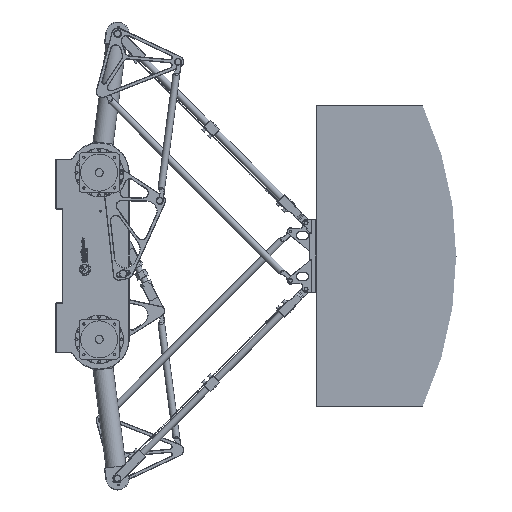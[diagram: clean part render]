
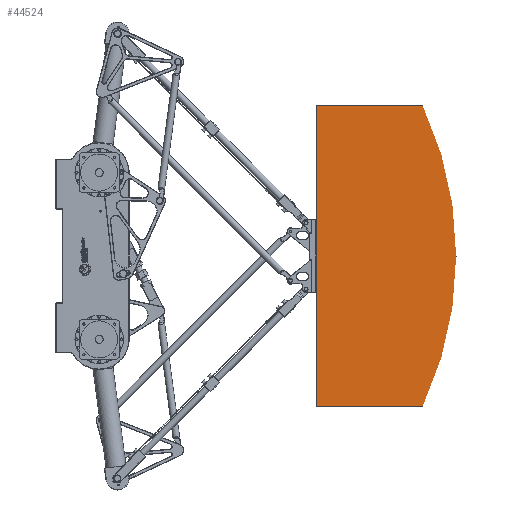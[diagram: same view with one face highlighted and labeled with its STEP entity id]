
A CAD part, left-side view. The second image highlights one B-rep face of the part: STEP entity #44524.
In plain terms, the highlighted face is planar.
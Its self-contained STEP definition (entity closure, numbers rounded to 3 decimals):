
#2446=PLANE('',#47736);
#3949=FACE_OUTER_BOUND('',#6760,.T.);
#6760=EDGE_LOOP('',(#30902,#30903,#30904,#30905));
#10005=LINE('',#66679,#14198);
#10006=LINE('',#66681,#14199);
#10007=LINE('',#66682,#14200);
#14198=VECTOR('',#52659,10.);
#14199=VECTOR('',#52660,10.);
#14200=VECTOR('',#52661,10.);
#18389=CIRCLE('',#47734,1062.5);
#20460=VERTEX_POINT('',#66669);
#20461=VERTEX_POINT('',#66670);
#20464=VERTEX_POINT('',#66678);
#20465=VERTEX_POINT('',#66680);
#24456=EDGE_CURVE('',#20460,#20461,#18389,.T.);
#24460=EDGE_CURVE('',#20464,#20461,#10005,.T.);
#24461=EDGE_CURVE('',#20465,#20464,#10006,.T.);
#24462=EDGE_CURVE('',#20460,#20465,#10007,.T.);
#30902=ORIENTED_EDGE('',*,*,#24460,.F.);
#30903=ORIENTED_EDGE('',*,*,#24461,.F.);
#30904=ORIENTED_EDGE('',*,*,#24462,.F.);
#30905=ORIENTED_EDGE('',*,*,#24456,.T.);
#44524=ADVANCED_FACE('',(#3949),#2446,.F.);
#47734=AXIS2_PLACEMENT_3D('',#66671,#52651,#52652);
#47736=AXIS2_PLACEMENT_3D('',#66677,#52657,#52658);
#52651=DIRECTION('center_axis',(0.,0.,-1.));
#52652=DIRECTION('ref_axis',(-0.424,-0.906,0.));
#52657=DIRECTION('center_axis',(0.,0.,1.));
#52658=DIRECTION('ref_axis',(1.,0.,0.));
#52659=DIRECTION('',(0.,-1.,0.));
#52660=DIRECTION('',(-1.,0.,0.));
#52661=DIRECTION('',(0.,1.,0.));
#66669=CARTESIAN_POINT('',(450.,-320.,-0.001));
#66670=CARTESIAN_POINT('',(-450.,-320.,-0.001));
#66671=CARTESIAN_POINT('Origin',(0.,642.5,
-0.001));
#66677=CARTESIAN_POINT('Origin',(0.,-160.,-0.001));
#66678=CARTESIAN_POINT('',(-450.,0.,-0.001));
#66679=CARTESIAN_POINT('',(-450.,-320.,-0.001));
#66680=CARTESIAN_POINT('',(450.,0.,-0.001));
#66681=CARTESIAN_POINT('',(-450.,0.,-0.001));
#66682=CARTESIAN_POINT('',(450.,0.,-0.001));
